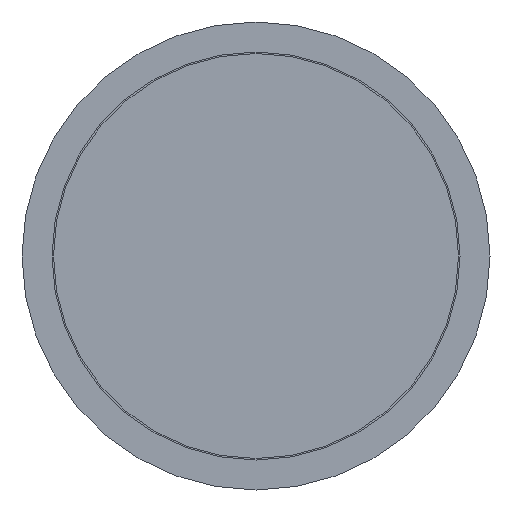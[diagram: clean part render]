
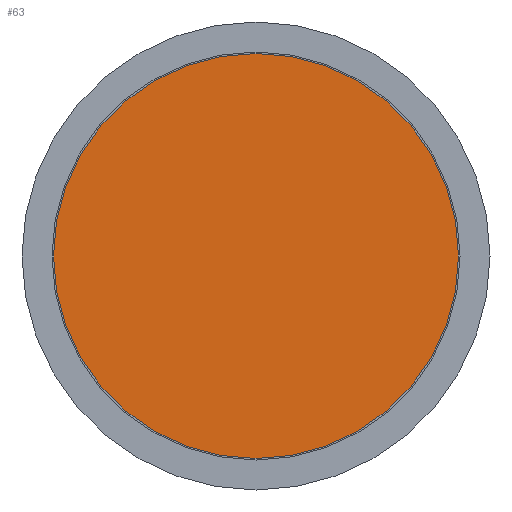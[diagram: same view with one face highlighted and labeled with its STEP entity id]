
A CAD part, front view. The second image highlights one B-rep face of the part: STEP entity #63.
In plain terms, the highlighted planar face has unit normal (0, -1, 0).
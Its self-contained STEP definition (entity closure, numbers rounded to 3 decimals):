
#16 = CARTESIAN_POINT ( 'NONE',  ( 0., 0., -33.75 ) ) ;
#24 = VERTEX_POINT ( 'NONE', #16 ) ;
#54 = DIRECTION ( 'NONE',  ( 0., 0., 1. ) ) ;
#55 = EDGE_CURVE ( 'NONE', #24, #24, #491, .T. ) ;
#59 = DIRECTION ( 'NONE',  ( 0., -1., 0. ) ) ;
#63 = ADVANCED_FACE ( 'NONE', ( #179 ), #391, .F. ) ;
#131 = DIRECTION ( 'NONE',  ( 0., 0., -1. ) ) ;
#150 = EDGE_LOOP ( 'NONE', ( #498 ) ) ;
#173 = AXIS2_PLACEMENT_3D ( 'NONE', #261, #300, #54 ) ;
#179 = FACE_OUTER_BOUND ( 'NONE', #150, .T. ) ;
#214 = CARTESIAN_POINT ( 'NONE',  ( 0., 0., 0. ) ) ;
#249 = AXIS2_PLACEMENT_3D ( 'NONE', #214, #59, #131 ) ;
#261 = CARTESIAN_POINT ( 'NONE',  ( -33.75, 0., 0. ) ) ;
#300 = DIRECTION ( 'NONE',  ( 0., 1., 0. ) ) ;
#391 = PLANE ( 'NONE',  #173 ) ;
#491 = CIRCLE ( 'NONE', #249, 33.75 ) ;
#498 = ORIENTED_EDGE ( 'NONE', *, *, #55, .T. ) ;
